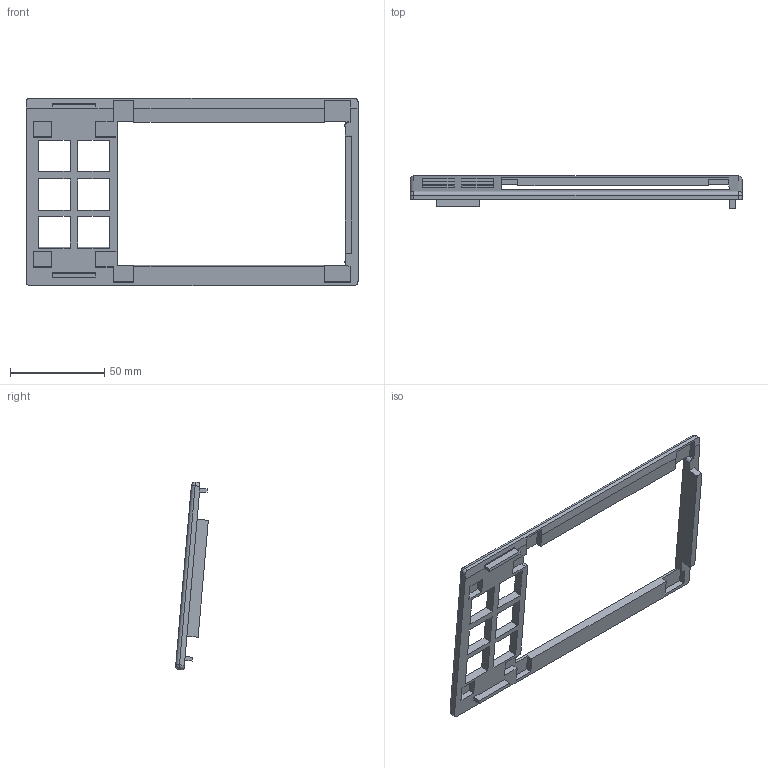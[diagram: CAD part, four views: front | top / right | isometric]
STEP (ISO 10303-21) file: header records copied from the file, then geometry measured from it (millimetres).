
FILE_DESCRIPTION(/* description */ (''),/* implementation_level */ '2;1');
FILE_NAME(/* name */ 'Top Casing.step',/* time_stamp */ '2020-10-17T23:16:52+01:00',/* author */ (''),/* organization */ (''),/* preprocessor_version */ 'ST-DEVELOPER v18.1',/* originating_system */ 'Autodesk Translation Framework v9.3.0.1241',/* authorisation */ '');
FILE_SCHEMA (('AUTOMOTIVE_DESIGN { 1 0 10303 214 3 1 1 }'));
Length unit declared in the file: millimetre
Products named in the file (1): Top Casing
Bounding box: 176.5 x 17.38 x 99.83 mm (x, y, z)
Volume: 28494 mm3; surface area: 20682.2 mm2
Topology: 1 solids, 1 shells, 107 faces, 298 edges, 195 vertices
Faces by surface type: plane 93, cylinder 10, sphere 2, bspline 2
Entity records: 3443 total; most frequent: CARTESIAN_POINT 627, ORIENTED_EDGE 596, DIRECTION 532, EDGE_CURVE 298, LINE 272, VECTOR 272, VERTEX_POINT 195, AXIS2_PLACEMENT_3D 130
